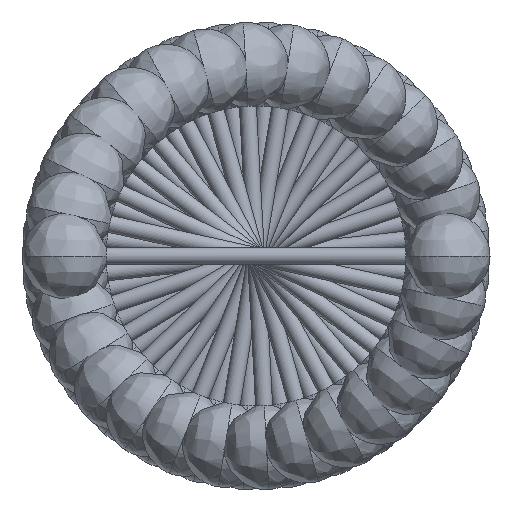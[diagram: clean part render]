
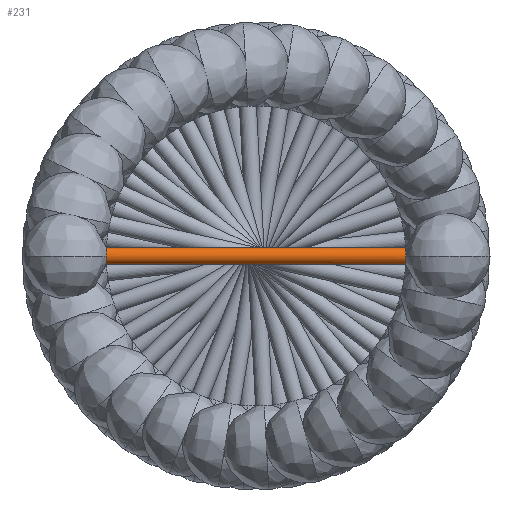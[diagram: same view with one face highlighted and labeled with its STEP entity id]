
A CAD part, left-side view. The second image highlights one B-rep face of the part: STEP entity #231.
In plain terms, the highlighted free-form (B-spline) face has degree [2, 1] with [5, 2] control points.
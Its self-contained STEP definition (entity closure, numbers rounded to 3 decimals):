
#61 = VERTEX_POINT('',#62);
#62 = CARTESIAN_POINT('',(0.,-18.45,
    1.048));
#68 = EDGE_CURVE('',#61,#69,#71,.T.);
#69 = VERTEX_POINT('',#70);
#70 = CARTESIAN_POINT('',(-1.048,-18.45,
    0.));
#71 = ( BOUNDED_CURVE() B_SPLINE_CURVE(2,(#72,#73,#74),.UNSPECIFIED.,.F.
,.F.) B_SPLINE_CURVE_WITH_KNOTS((3,3),(3.142,4.712),
.PIECEWISE_BEZIER_KNOTS.) CURVE() GEOMETRIC_REPRESENTATION_ITEM() 
RATIONAL_B_SPLINE_CURVE((1.,0.707,1.)) REPRESENTATION_ITEM('') 
  );
#72 = CARTESIAN_POINT('',(0.,-18.45,
    1.048));
#73 = CARTESIAN_POINT('',(-1.048,-18.45,1.048
    ));
#74 = CARTESIAN_POINT('',(-1.048,-18.45,
    0.));
#147 = VERTEX_POINT('',#148);
#148 = CARTESIAN_POINT('',(0.,18.45,-1.048));
#154 = EDGE_CURVE('',#147,#155,#157,.T.);
#155 = VERTEX_POINT('',#156);
#156 = CARTESIAN_POINT('',(-1.048,18.45,
    0.));
#157 = ( BOUNDED_CURVE() B_SPLINE_CURVE(2,(#158,#159,#160),
.UNSPECIFIED.,.F.,.F.) B_SPLINE_CURVE_WITH_KNOTS((3,3),(3.142,
4.712),.PIECEWISE_BEZIER_KNOTS.) CURVE() 
GEOMETRIC_REPRESENTATION_ITEM() RATIONAL_B_SPLINE_CURVE((1.,
0.707,1.)) REPRESENTATION_ITEM('') );
#158 = CARTESIAN_POINT('',(0.,18.45,
    -1.048));
#159 = CARTESIAN_POINT('',(-1.048,18.45,
    -1.048));
#160 = CARTESIAN_POINT('',(-1.048,18.45,
    0.));
#194 = VERTEX_POINT('',#195);
#195 = CARTESIAN_POINT('',(0.,18.45,
    1.048));
#201 = EDGE_CURVE('',#194,#61,#202,.T.);
#202 = B_SPLINE_CURVE_WITH_KNOTS('',1,(#203,#204),.UNSPECIFIED.,.F.,.F.,
  (2,2),(4.899,40.101),.PIECEWISE_BEZIER_KNOTS.);
#203 = CARTESIAN_POINT('',(0.,18.45,
    1.048));
#204 = CARTESIAN_POINT('',(0.,-18.45,
    1.048));
#208 = VERTEX_POINT('',#209);
#209 = CARTESIAN_POINT('',(0.,-18.45,-1.048));
#215 = EDGE_CURVE('',#147,#208,#216,.T.);
#216 = B_SPLINE_CURVE_WITH_KNOTS('',1,(#217,#218),.UNSPECIFIED.,.F.,.F.,
  (2,2),(4.899,40.101),.PIECEWISE_BEZIER_KNOTS.);
#217 = CARTESIAN_POINT('',(0.,18.45,-1.048));
#218 = CARTESIAN_POINT('',(0.,-18.45,-1.048));
#231 = ADVANCED_FACE('',(#232),#250,.T.);
#232 = FACE_BOUND('',#233,.T.);
#233 = EDGE_LOOP('',(#234,#235,#241,#242,#243,#249));
#234 = ORIENTED_EDGE('',*,*,#201,.F.);
#235 = ORIENTED_EDGE('',*,*,#236,.F.);
#236 = EDGE_CURVE('',#155,#194,#237,.T.);
#237 = ( BOUNDED_CURVE() B_SPLINE_CURVE(2,(#238,#239,#240),
.UNSPECIFIED.,.F.,.F.) B_SPLINE_CURVE_WITH_KNOTS((3,3),(4.712,
6.283),.PIECEWISE_BEZIER_KNOTS.) CURVE() 
GEOMETRIC_REPRESENTATION_ITEM() RATIONAL_B_SPLINE_CURVE((1.,
0.707,1.)) REPRESENTATION_ITEM('') );
#238 = CARTESIAN_POINT('',(-1.048,18.45,
    0.));
#239 = CARTESIAN_POINT('',(-1.048,18.45,1.048
    ));
#240 = CARTESIAN_POINT('',(0.,18.45,
    1.048));
#241 = ORIENTED_EDGE('',*,*,#154,.F.);
#242 = ORIENTED_EDGE('',*,*,#215,.T.);
#243 = ORIENTED_EDGE('',*,*,#244,.F.);
#244 = EDGE_CURVE('',#69,#208,#245,.T.);
#245 = ( BOUNDED_CURVE() B_SPLINE_CURVE(2,(#246,#247,#248),
.UNSPECIFIED.,.F.,.F.) B_SPLINE_CURVE_WITH_KNOTS((3,3),(4.712,
6.283),.PIECEWISE_BEZIER_KNOTS.) CURVE() 
GEOMETRIC_REPRESENTATION_ITEM() RATIONAL_B_SPLINE_CURVE((1.,
0.707,1.)) REPRESENTATION_ITEM('') );
#246 = CARTESIAN_POINT('',(-1.048,-18.45,
    0.));
#247 = CARTESIAN_POINT('',(-1.048,-18.45,
    -1.048));
#248 = CARTESIAN_POINT('',(0.,-18.45,
    -1.048));
#249 = ORIENTED_EDGE('',*,*,#68,.F.);
#250 = ( BOUNDED_SURFACE() B_SPLINE_SURFACE(2,1,(
    (#251,#252)
    ,(#253,#254)
    ,(#255,#256)
    ,(#257,#258)
,(#259,#260
    )),.UNSPECIFIED.,.F.,.F.,.F.) B_SPLINE_SURFACE_WITH_KNOTS((3,2,3),(2
    ,2),(3.142,4.712,6.283),(4.899,
    40.101),.PIECEWISE_BEZIER_KNOTS.) 
GEOMETRIC_REPRESENTATION_ITEM() RATIONAL_B_SPLINE_SURFACE((
    (1.,1.)
    ,(0.707,0.707)
    ,(1.,1.)
    ,(0.707,0.707)
,(1.,1.))) REPRESENTATION_ITEM('') SURFACE() );
#251 = CARTESIAN_POINT('',(0.,18.45,
    1.048));
#252 = CARTESIAN_POINT('',(0.,-18.45,
    1.048));
#253 = CARTESIAN_POINT('',(-1.048,18.45,1.048
    ));
#254 = CARTESIAN_POINT('',(-1.048,-18.45,
    1.048));
#255 = CARTESIAN_POINT('',(-1.048,18.45,
    0.));
#256 = CARTESIAN_POINT('',(-1.048,-18.45,
    0.));
#257 = CARTESIAN_POINT('',(-1.048,18.45,
    -1.048));
#258 = CARTESIAN_POINT('',(-1.048,-18.45,
    -1.048));
#259 = CARTESIAN_POINT('',(0.,18.45,
    -1.048));
#260 = CARTESIAN_POINT('',(0.,-18.45,
    -1.048));
